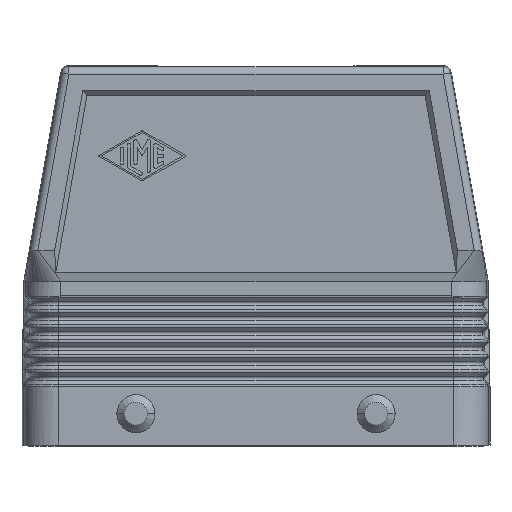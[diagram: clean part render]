
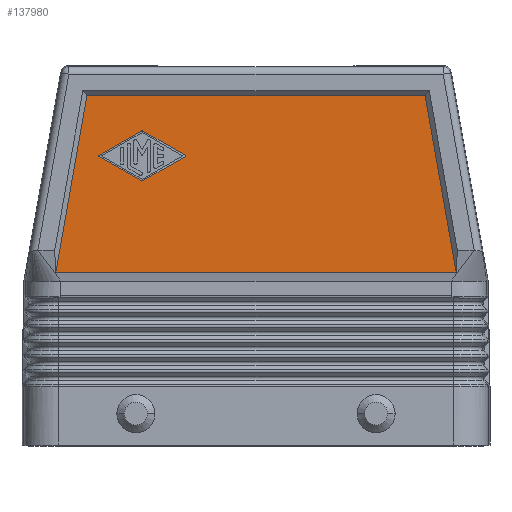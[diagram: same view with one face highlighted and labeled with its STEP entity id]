
A CAD part, left-side view. The second image highlights one B-rep face of the part: STEP entity #137980.
In plain terms, the highlighted planar face has unit normal (-1, 0, 0).
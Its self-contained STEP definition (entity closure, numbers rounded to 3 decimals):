
#80630=CARTESIAN_POINT('',(374.083,50.926,
70.233));
#80640=VERTEX_POINT('',#80630);
#80670=CARTESIAN_POINT('',(374.083,61.144,
12.233));
#80680=DIRECTION('',(0.,-0.174,0.985));
#80690=VECTOR('',#80680,1.);
#80700=LINE('',#80670,#80690);
#80710=CARTESIAN_POINT('',(374.083,57.156,
34.87));
#80720=VERTEX_POINT('',#80710);
#80730=EDGE_CURVE('',#80720,#80640,#80700,.T.);
#136540=CARTESIAN_POINT('',(374.083,-16.613,
70.233));
#136550=VERTEX_POINT('',#136540);
#136580=CARTESIAN_POINT('',(374.083,44.373,
70.233));
#136590=DIRECTION('',(0.,1.,0.));
#136600=VECTOR('',#136590,1.);
#136610=LINE('',#136580,#136600);
#136620=EDGE_CURVE('',#136550,#80640,#136610,.T.);
#136850=CARTESIAN_POINT('',(374.083,-22.843,
34.87));
#136860=VERTEX_POINT('',#136850);
#136890=CARTESIAN_POINT('',(374.083,-26.831,
12.233));
#136900=DIRECTION('',(0.,0.174,0.985));
#136910=VECTOR('',#136900,1.);
#136920=LINE('',#136890,#136910);
#136930=EDGE_CURVE('',#136860,#136550,#136920,.T.);
#137120=CARTESIAN_POINT('',(374.083,-12.317,
48.893));
#137130=DIRECTION('',(1.,0.,0.));
#137140=DIRECTION('',(0.,1.,0.));
#137150=AXIS2_PLACEMENT_3D('',#137120,#137130,#137140);
#137160=PLANE('',#137150);
#137170=CARTESIAN_POINT('',(374.083,44.373,
34.87));
#137180=DIRECTION('',(-0.,1.,0.));
#137190=VECTOR('',#137180,1.);
#137200=LINE('',#137170,#137190);
#137210=EDGE_CURVE('',#136860,#80720,#137200,.T.);
#137220=ORIENTED_EDGE('',*,*,#137210,.F.);
#137230=ORIENTED_EDGE('',*,*,#80730,.F.);
#137240=ORIENTED_EDGE('',*,*,#136620,.T.);
#137250=ORIENTED_EDGE('',*,*,#136930,.T.);
#137260=EDGE_LOOP('',(#137250,#137240,#137230,#137220));
#137270=FACE_OUTER_BOUND('',#137260,.T.);
#137280=CARTESIAN_POINT('',(374.083,44.373,
65.836));
#137290=DIRECTION('',(0.,0.868,0.496));
#137300=VECTOR('',#137290,1.);
#137310=LINE('',#137280,#137300);
#137320=CARTESIAN_POINT('',(374.083,31.324,
58.377));
#137330=VERTEX_POINT('',#137320);
#137340=CARTESIAN_POINT('',(374.083,39.741,
63.188));
#137350=VERTEX_POINT('',#137340);
#137360=EDGE_CURVE('',#137330,#137350,#137310,.T.);
#137370=ORIENTED_EDGE('',*,*,#137360,.F.);
#137380=CARTESIAN_POINT('',(374.083,39.906,
62.899));
#137390=DIRECTION('',(-1.,0.,0.));
#137400=DIRECTION('',(0.,-1.,0.));
#137410=AXIS2_PLACEMENT_3D('',#137380,#137390,#137400);
#137420=CIRCLE('',#137410,0.333);
#137430=CARTESIAN_POINT('',(374.083,40.072,
63.188));
#137440=VERTEX_POINT('',#137430);
#137450=EDGE_CURVE('',#137350,#137440,#137420,.T.);
#137460=ORIENTED_EDGE('',*,*,#137450,.F.);
#137470=CARTESIAN_POINT('',(374.083,44.373,
60.73));
#137480=DIRECTION('',(0.,0.868,-0.496));
#137490=VECTOR('',#137480,1.);
#137500=LINE('',#137470,#137490);
#137510=CARTESIAN_POINT('',(374.083,48.488,
58.377));
#137520=VERTEX_POINT('',#137510);
#137530=EDGE_CURVE('',#137440,#137520,#137500,.T.);
#137540=ORIENTED_EDGE('',*,*,#137530,.F.);
#137550=CARTESIAN_POINT('',(374.083,48.405,
58.233));
#137560=DIRECTION('',(-1.,0.,0.));
#137570=DIRECTION('',(0.,-1.,0.));
#137580=AXIS2_PLACEMENT_3D('',#137550,#137560,#137570);
#137590=CIRCLE('',#137580,0.167);
#137600=CARTESIAN_POINT('',(374.083,48.488,
58.088));
#137610=VERTEX_POINT('',#137600);
#137620=EDGE_CURVE('',#137520,#137610,#137590,.T.);
#137630=ORIENTED_EDGE('',*,*,#137620,.F.);
#137640=CARTESIAN_POINT('',(374.083,44.373,
55.735));
#137650=DIRECTION('',(0.,-0.868,-0.496));
#137660=VECTOR('',#137650,1.);
#137670=LINE('',#137640,#137660);
#137680=CARTESIAN_POINT('',(374.083,40.072,
53.277));
#137690=VERTEX_POINT('',#137680);
#137700=EDGE_CURVE('',#137610,#137690,#137670,.T.);
#137710=ORIENTED_EDGE('',*,*,#137700,.F.);
#137720=CARTESIAN_POINT('',(374.083,39.906,
53.566));
#137730=DIRECTION('',(-1.,0.,0.));
#137740=DIRECTION('',(0.,-1.,0.));
#137750=AXIS2_PLACEMENT_3D('',#137720,#137730,#137740);
#137760=CIRCLE('',#137750,0.333);
#137770=CARTESIAN_POINT('',(374.083,39.741,
53.277));
#137780=VERTEX_POINT('',#137770);
#137790=EDGE_CURVE('',#137690,#137780,#137760,.T.);
#137800=ORIENTED_EDGE('',*,*,#137790,.F.);
#137810=CARTESIAN_POINT('',(374.083,44.373,
50.63));
#137820=DIRECTION('',(0.,-0.868,0.496));
#137830=VECTOR('',#137820,1.);
#137840=LINE('',#137810,#137830);
#137850=CARTESIAN_POINT('',(374.083,31.324,
58.088));
#137860=VERTEX_POINT('',#137850);
#137870=EDGE_CURVE('',#137780,#137860,#137840,.T.);
#137880=ORIENTED_EDGE('',*,*,#137870,.F.);
#137890=CARTESIAN_POINT('',(374.083,31.407,
58.233));
#137900=DIRECTION('',(-1.,0.,0.));
#137910=DIRECTION('',(0.,-1.,0.));
#137920=AXIS2_PLACEMENT_3D('',#137890,#137900,#137910);
#137930=CIRCLE('',#137920,0.167);
#137940=EDGE_CURVE('',#137860,#137330,#137930,.T.);
#137950=ORIENTED_EDGE('',*,*,#137940,.F.);
#137960=EDGE_LOOP('',(#137950,#137880,#137800,#137710,#137630,#137540,
#137460,#137370));
#137970=FACE_BOUND('',#137960,.T.);
#137980=ADVANCED_FACE('',(#137270,#137970),#137160,.F.);
